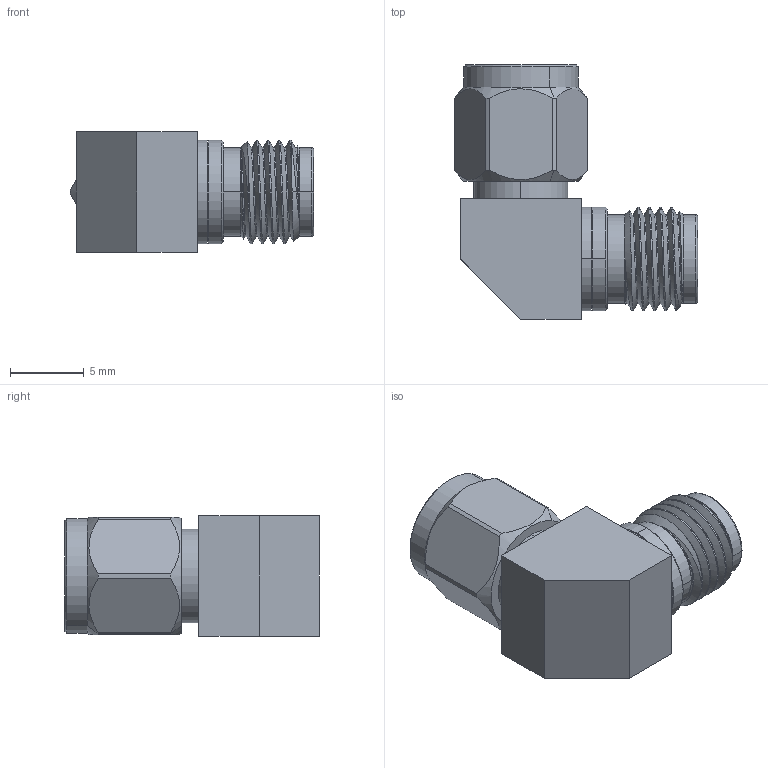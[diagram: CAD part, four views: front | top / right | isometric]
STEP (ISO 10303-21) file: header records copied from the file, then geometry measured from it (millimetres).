
FILE_DESCRIPTION (( 'STEP AP203' ), '1' );
FILE_NAME ('SM3188.step', '2019-02-12T22:03:56', ( '' ), ( '' ), 'SwSTEP 2.0', 'SolidWorks 2017', '' );
FILE_SCHEMA (( 'CONFIG_CONTROL_DESIGN' ));
Length unit declared in the file: inch
Products named in the file (1): SM3188
Bounding box: 16.43 x 17.2 x 8.13 mm (x, y, z)
Volume: 998.1 mm3; surface area: 1147.1 mm2
Topology: 1 solids, 2 shells, 147 faces, 362 edges, 235 vertices
Faces by surface type: cylinder 62, plane 47, cone 28, bspline 8, torus 2
Entity records: 7450 total; most frequent: CARTESIAN_POINT 4001, ORIENTED_EDGE 724, DIRECTION 692, EDGE_CURVE 362, AXIS2_PLACEMENT_3D 278, VERTEX_POINT 235, EDGE_LOOP 163, FACE_OUTER_BOUND 147
